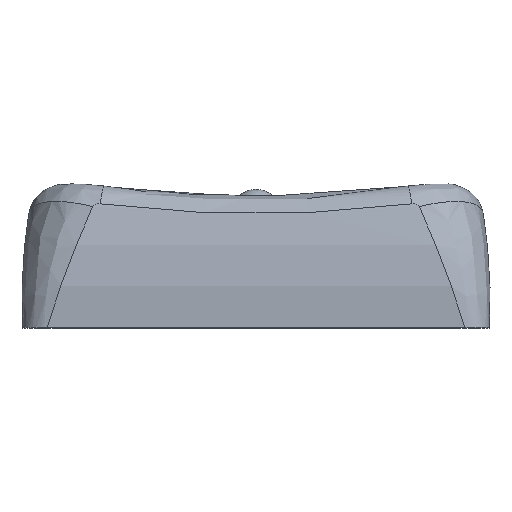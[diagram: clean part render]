
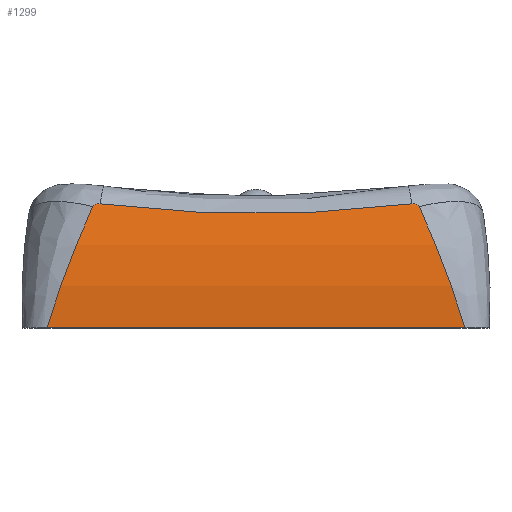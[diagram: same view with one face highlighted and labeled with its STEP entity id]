
A CAD part, top view. The second image highlights one B-rep face of the part: STEP entity #1299.
In plain terms, the highlighted cylindrical face has radius 11.653 mm (diameter 23.307 mm), a partial arc.
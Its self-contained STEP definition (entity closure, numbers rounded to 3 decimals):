
#134=CYLINDRICAL_SURFACE('',#1425,11.653);
#203=FACE_OUTER_BOUND('',#290,.T.);
#290=EDGE_LOOP('',(#1147,#1148,#1149,#1150,#1151,#1152));
#368=LINE('',#3263,#432);
#432=VECTOR('',#1688,10.);
#489=B_SPLINE_CURVE_WITH_KNOTS('',3,(#3120,#3121,#3122,#3123,#3124,#3125),
 .UNSPECIFIED.,.F.,.F.,(4,2,4),(0.,0.249,0.499),
 .UNSPECIFIED.);
#493=B_SPLINE_CURVE_WITH_KNOTS('',3,(#3187,#3188,#3189,#3190,#3191,#3192),
 .UNSPECIFIED.,.F.,.F.,(4,2,4),(0.,0.574,1.149),
 .UNSPECIFIED.);
#499=B_SPLINE_CURVE_WITH_KNOTS('',3,(#3295,#3296,#3297,#3298,#3299,#3300),
 .UNSPECIFIED.,.F.,.F.,(4,2,4),(0.,0.252,0.498),
 .UNSPECIFIED.);
#500=B_SPLINE_CURVE_WITH_KNOTS('',3,(#3301,#3302,#3303,#3304,#3305,#3306,
#3307,#3308,#3309,#3310,#3311,#3312,#3313,#3314,#3315,#3316,#3317,#3318,
#3319,#3320,#3321,#3322),.UNSPECIFIED.,.F.,.F.,(4,3,3,3,3,3,3,4),(0.04,
0.044,0.051,0.052,0.06,
0.064,0.07,0.075),.UNSPECIFIED.);
#501=B_SPLINE_CURVE_WITH_KNOTS('',3,(#3323,#3324,#3325,#3326,#3327,#3328,
#3329,#3330,#3331,#3332,#3333,#3334,#3335,#3336,#3337,#3338,#3339,#3340,
#3341,#3342,#3343,#3344),.UNSPECIFIED.,.F.,.F.,(4,3,3,3,3,3,3,4),(-0.031,
-0.03,-0.023,-0.017,-0.013,
-0.007,-0.005,0.),.UNSPECIFIED.);
#610=VERTEX_POINT('',#3108);
#611=VERTEX_POINT('',#3119);
#614=VERTEX_POINT('',#3184);
#615=VERTEX_POINT('',#3186);
#620=VERTEX_POINT('',#3252);
#624=VERTEX_POINT('',#3294);
#787=EDGE_CURVE('',#610,#611,#489,.T.);
#792=EDGE_CURVE('',#615,#614,#493,.T.);
#799=EDGE_CURVE('',#610,#620,#368,.F.);
#804=EDGE_CURVE('',#624,#620,#499,.T.);
#805=EDGE_CURVE('',#624,#615,#500,.F.);
#806=EDGE_CURVE('',#614,#611,#501,.T.);
#1147=ORIENTED_EDGE('',*,*,#799,.T.);
#1148=ORIENTED_EDGE('',*,*,#804,.F.);
#1149=ORIENTED_EDGE('',*,*,#805,.T.);
#1150=ORIENTED_EDGE('',*,*,#792,.T.);
#1151=ORIENTED_EDGE('',*,*,#806,.T.);
#1152=ORIENTED_EDGE('',*,*,#787,.F.);
#1299=ADVANCED_FACE('',(#203),#134,.T.);
#1425=AXIS2_PLACEMENT_3D('',#3293,#1691,#1692);
#1688=DIRECTION('',(-1.,0.,0.));
#1691=DIRECTION('center_axis',(1.,0.,0.));
#1692=DIRECTION('ref_axis',(0.,0.696,-0.718));
#3108=CARTESIAN_POINT('',(-101.876,2.5,-118.718));
#3119=CARTESIAN_POINT('',(-100.14,7.113,-119.249));
#3120=CARTESIAN_POINT('Ctrl Pts',(-101.876,2.5,-118.718));
#3121=CARTESIAN_POINT('Ctrl Pts',(-101.644,3.294,-118.649));
#3122=CARTESIAN_POINT('Ctrl Pts',(-101.369,4.086,-118.664));
#3123=CARTESIAN_POINT('Ctrl Pts',(-100.781,5.63,-118.845));
#3124=CARTESIAN_POINT('Ctrl Pts',(-100.465,6.385,-119.011));
#3125=CARTESIAN_POINT('Ctrl Pts',(-100.14,7.113,-119.249));
#3184=CARTESIAN_POINT('',(-99.854,7.217,-119.283));
#3186=CARTESIAN_POINT('',(-87.946,7.217,-119.283));
#3187=CARTESIAN_POINT('Ctrl Pts',(-87.946,7.217,-119.283));
#3188=CARTESIAN_POINT('Ctrl Pts',(-89.839,6.945,-119.192));
#3189=CARTESIAN_POINT('Ctrl Pts',(-91.999,6.841,-119.164));
#3190=CARTESIAN_POINT('Ctrl Pts',(-95.801,6.841,-119.164));
#3191=CARTESIAN_POINT('Ctrl Pts',(-97.961,6.945,-119.192));
#3192=CARTESIAN_POINT('Ctrl Pts',(-99.854,7.217,-119.283));
#3252=CARTESIAN_POINT('',(-85.924,2.5,-118.718));
#3263=CARTESIAN_POINT('',(-93.9,2.5,-118.718));
#3293=CARTESIAN_POINT('Origin',(-93.9,3.5,-130.328));
#3294=CARTESIAN_POINT('',(-87.66,7.113,-119.249));
#3295=CARTESIAN_POINT('Ctrl Pts',(-87.66,7.113,-119.249));
#3296=CARTESIAN_POINT('Ctrl Pts',(-87.333,6.379,-119.009));
#3297=CARTESIAN_POINT('Ctrl Pts',(-87.014,5.617,-118.842));
#3298=CARTESIAN_POINT('Ctrl Pts',(-86.427,4.073,-118.663));
#3299=CARTESIAN_POINT('Ctrl Pts',(-86.154,3.287,-118.65));
#3300=CARTESIAN_POINT('Ctrl Pts',(-85.924,2.5,-118.718));
#3301=CARTESIAN_POINT('Ctrl Pts',(-87.946,7.217,-119.283));
#3302=CARTESIAN_POINT('Ctrl Pts',(-87.936,7.218,-119.284));
#3303=CARTESIAN_POINT('Ctrl Pts',(-87.926,7.22,-119.284));
#3304=CARTESIAN_POINT('Ctrl Pts',(-87.915,7.22,-119.284));
#3305=CARTESIAN_POINT('Ctrl Pts',(-87.89,7.222,-119.285));
#3306=CARTESIAN_POINT('Ctrl Pts',(-87.863,7.222,-119.285));
#3307=CARTESIAN_POINT('Ctrl Pts',(-87.838,7.218,-119.284));
#3308=CARTESIAN_POINT('Ctrl Pts',(-87.834,7.218,-119.284));
#3309=CARTESIAN_POINT('Ctrl Pts',(-87.831,7.218,-119.284));
#3310=CARTESIAN_POINT('Ctrl Pts',(-87.827,7.217,-119.283));
#3311=CARTESIAN_POINT('Ctrl Pts',(-87.802,7.213,-119.282));
#3312=CARTESIAN_POINT('Ctrl Pts',(-87.778,7.207,-119.28));
#3313=CARTESIAN_POINT('Ctrl Pts',(-87.757,7.198,-119.277));
#3314=CARTESIAN_POINT('Ctrl Pts',(-87.746,7.194,-119.276));
#3315=CARTESIAN_POINT('Ctrl Pts',(-87.737,7.189,-119.274));
#3316=CARTESIAN_POINT('Ctrl Pts',(-87.727,7.184,-119.272));
#3317=CARTESIAN_POINT('Ctrl Pts',(-87.712,7.175,-119.269));
#3318=CARTESIAN_POINT('Ctrl Pts',(-87.698,7.164,-119.266));
#3319=CARTESIAN_POINT('Ctrl Pts',(-87.686,7.151,-119.261));
#3320=CARTESIAN_POINT('Ctrl Pts',(-87.675,7.14,-119.258));
#3321=CARTESIAN_POINT('Ctrl Pts',(-87.666,7.127,-119.253));
#3322=CARTESIAN_POINT('Ctrl Pts',(-87.66,7.113,-119.249));
#3323=CARTESIAN_POINT('Ctrl Pts',(-99.854,7.217,-119.284));
#3324=CARTESIAN_POINT('Ctrl Pts',(-99.856,7.217,-119.284));
#3325=CARTESIAN_POINT('Ctrl Pts',(-99.859,7.217,-119.284));
#3326=CARTESIAN_POINT('Ctrl Pts',(-99.861,7.218,-119.284));
#3327=CARTESIAN_POINT('Ctrl Pts',(-99.887,7.221,-119.285));
#3328=CARTESIAN_POINT('Ctrl Pts',(-99.913,7.222,-119.285));
#3329=CARTESIAN_POINT('Ctrl Pts',(-99.939,7.22,-119.285));
#3330=CARTESIAN_POINT('Ctrl Pts',(-99.965,7.219,-119.284));
#3331=CARTESIAN_POINT('Ctrl Pts',(-99.989,7.215,-119.283));
#3332=CARTESIAN_POINT('Ctrl Pts',(-100.011,7.209,-119.281));
#3333=CARTESIAN_POINT('Ctrl Pts',(-100.025,7.205,-119.279));
#3334=CARTESIAN_POINT('Ctrl Pts',(-100.038,7.2,-119.278));
#3335=CARTESIAN_POINT('Ctrl Pts',(-100.051,7.194,-119.276));
#3336=CARTESIAN_POINT('Ctrl Pts',(-100.068,7.187,-119.273));
#3337=CARTESIAN_POINT('Ctrl Pts',(-100.085,7.177,-119.27));
#3338=CARTESIAN_POINT('Ctrl Pts',(-100.099,7.165,-119.266));
#3339=CARTESIAN_POINT('Ctrl Pts',(-100.103,7.162,-119.265));
#3340=CARTESIAN_POINT('Ctrl Pts',(-100.106,7.159,-119.264));
#3341=CARTESIAN_POINT('Ctrl Pts',(-100.11,7.155,-119.263));
#3342=CARTESIAN_POINT('Ctrl Pts',(-100.122,7.143,-119.259));
#3343=CARTESIAN_POINT('Ctrl Pts',(-100.133,7.129,-119.254));
#3344=CARTESIAN_POINT('Ctrl Pts',(-100.14,7.113,-119.249));
